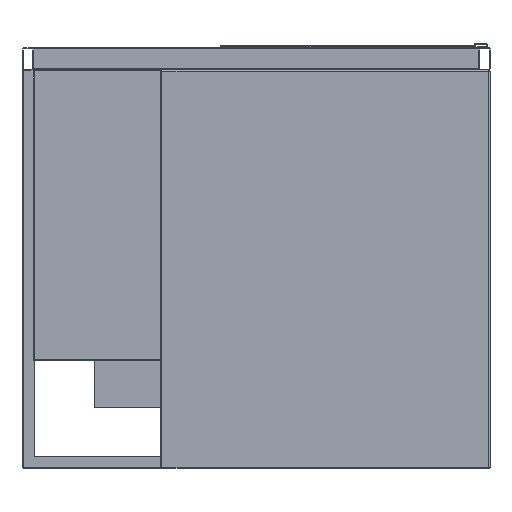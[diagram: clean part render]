
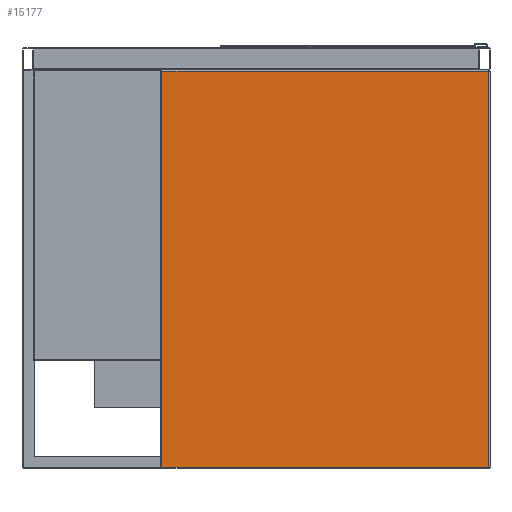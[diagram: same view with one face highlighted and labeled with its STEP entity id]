
A CAD part, front view. The second image highlights one B-rep face of the part: STEP entity #15177.
In plain terms, the highlighted planar face has unit normal (0, -1, 0).
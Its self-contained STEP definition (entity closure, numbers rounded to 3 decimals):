
#585 = VECTOR ( 'NONE', #2416, 1000. ) ;
#644 = DIRECTION ( 'NONE',  ( 0., 0., -1. ) ) ;
#750 = VERTEX_POINT ( 'NONE', #2501 ) ;
#814 = VECTOR ( 'NONE', #11916, 1000. ) ;
#1582 = VECTOR ( 'NONE', #12627, 1000. ) ;
#1894 = CARTESIAN_POINT ( 'NONE',  ( -297.5, -380., -758. ) ) ;
#1909 = VERTEX_POINT ( 'NONE', #8082 ) ;
#2416 = DIRECTION ( 'NONE',  ( -1., 0., 0. ) ) ;
#2501 = CARTESIAN_POINT ( 'NONE',  ( 295.5, -380., -42. ) ) ;
#2570 = CARTESIAN_POINT ( 'NONE',  ( 295.5, -380., -760. ) ) ;
#2789 = ORIENTED_EDGE ( 'NONE', *, *, #5411, .T. ) ;
#2888 = PLANE ( 'NONE',  #2978 ) ;
#2978 = AXIS2_PLACEMENT_3D ( 'NONE', #7749, #9907, #644 ) ;
#3604 = LINE ( 'NONE', #13326, #585 ) ;
#4115 = LINE ( 'NONE', #15108, #1582 ) ;
#4943 = EDGE_CURVE ( 'NONE', #15496, #8113, #6753, .T. ) ;
#4982 = VECTOR ( 'NONE', #7437, 1000. ) ;
#5411 = EDGE_CURVE ( 'NONE', #750, #1909, #3604, .T. ) ;
#6131 = ORIENTED_EDGE ( 'NONE', *, *, #9044, .T. ) ;
#6753 = LINE ( 'NONE', #1894, #814 ) ;
#7437 = DIRECTION ( 'NONE',  ( 0., 0., 1. ) ) ;
#7749 = CARTESIAN_POINT ( 'NONE',  ( -297.5, -380., -760. ) ) ;
#8082 = CARTESIAN_POINT ( 'NONE',  ( -295.5, -380., -42. ) ) ;
#8113 = VERTEX_POINT ( 'NONE', #11187 ) ;
#8857 = CARTESIAN_POINT ( 'NONE',  ( -295.5, -380., -758. ) ) ;
#8949 = FACE_OUTER_BOUND ( 'NONE', #9232, .T. ) ;
#9044 = EDGE_CURVE ( 'NONE', #1909, #15496, #4115, .T. ) ;
#9232 = EDGE_LOOP ( 'NONE', ( #2789, #6131, #15703, #12250 ) ) ;
#9907 = DIRECTION ( 'NONE',  ( 0., -1., 0. ) ) ;
#11187 = CARTESIAN_POINT ( 'NONE',  ( 295.5, -380., -758. ) ) ;
#11916 = DIRECTION ( 'NONE',  ( 1., 0., 0. ) ) ;
#12250 = ORIENTED_EDGE ( 'NONE', *, *, #13903, .T. ) ;
#12627 = DIRECTION ( 'NONE',  ( 0., 0., -1. ) ) ;
#13326 = CARTESIAN_POINT ( 'NONE',  ( -297.5, -380., -42. ) ) ;
#13903 = EDGE_CURVE ( 'NONE', #8113, #750, #15071, .T. ) ;
#15071 = LINE ( 'NONE', #2570, #4982 ) ;
#15108 = CARTESIAN_POINT ( 'NONE',  ( -295.5, -380., -760. ) ) ;
#15177 = ADVANCED_FACE ( 'Fl�che8', ( #8949 ), #2888, .T. ) ;
#15496 = VERTEX_POINT ( 'NONE', #8857 ) ;
#15703 = ORIENTED_EDGE ( 'NONE', *, *, #4943, .T. ) ;
